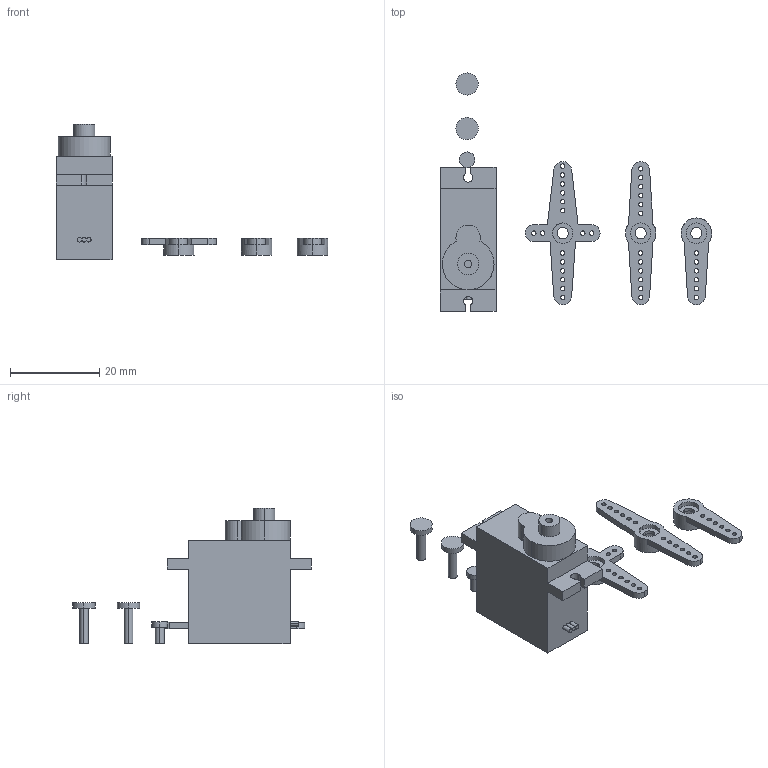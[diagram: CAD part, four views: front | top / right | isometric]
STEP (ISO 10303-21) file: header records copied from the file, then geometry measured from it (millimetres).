
FILE_DESCRIPTION(('STEP AP214'),'1');
FILE_NAME('9g Servo SG90 chinese micro servo all parts.stp','2018-06-01T15:18:25',(' '),(' '),'Spatial InterOp 3D',' ',' ');
FILE_SCHEMA(('automotive_design'));
Length unit declared in the file: millimetre
Products named in the file (11): 9g servo arm; servo arm single; servo arm double; servo arm quad; 9g Servo SG90 chinese micro servo all parts; SG90 servo; screws; arm screw; mounting screws; screw1; screw2
Assembly tree (10 placements, depth 4):
  9g Servo SG90 chinese micro servo all parts
    9g servo arm
      servo arm single
      servo arm double
      servo arm quad
    SG90 servo
    screws
      arm screw
      mounting screws
        screw1
        screw2
Bounding box: 60.9 x 53.5 x 30.45 mm (x, y, z)
Volume: 8267.7 mm3; surface area: 4593.8 mm2
Topology: 7 solids, 7 shells, 205 faces, 581 edges, 402 vertices
Faces by surface type: cylinder 137, plane 68
Entity records: 9000 total; most frequent: DIRECTION 1351, CARTESIAN_POINT 1202, ORIENTED_EDGE 1162, EDGE_CURVE 581, AXIS2_PLACEMENT_3D 551, VERTEX_POINT 402, CIRCLE 332, EDGE_LOOP 291
